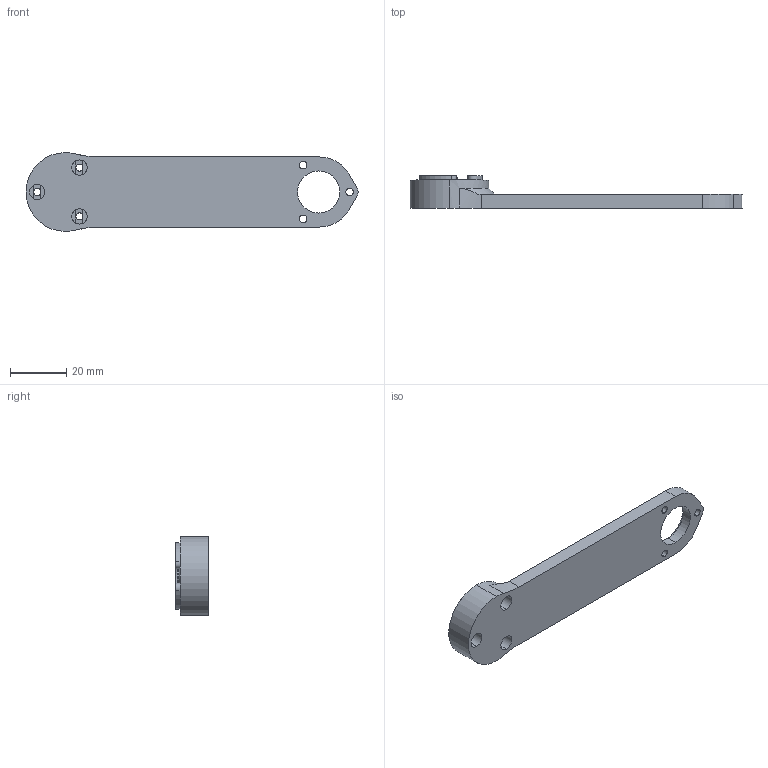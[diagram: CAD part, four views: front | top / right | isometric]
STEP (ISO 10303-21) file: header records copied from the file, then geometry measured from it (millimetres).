
FILE_DESCRIPTION (( 'STEP AP214' ), '1' );
FILE_NAME ('GIM3505湮虯聆彸.STEP', '2025-07-28T04:07:19', ( '' ), ( '' ), 'SwSTEP 2.0', 'SolidWorks 2018', '' );
FILE_SCHEMA (( 'AUTOMOTIVE_DESIGN' ));
Length unit declared in the file: millimetre
Products named in the file (1): GIM3505湮虯聆彸
Bounding box: 117.99 x 11.5 x 28 mm (x, y, z)
Volume: 16064.1 mm3; surface area: 7886.7 mm2
Topology: 1 solids, 1 shells, 81 faces, 214 edges, 140 vertices
Faces by surface type: cylinder 48, plane 30, cone 3
Entity records: 2637 total; most frequent: DIRECTION 495, CARTESIAN_POINT 452, ORIENTED_EDGE 428, EDGE_CURVE 214, AXIS2_PLACEMENT_3D 201, VERTEX_POINT 140, CIRCLE 119, EDGE_LOOP 100
